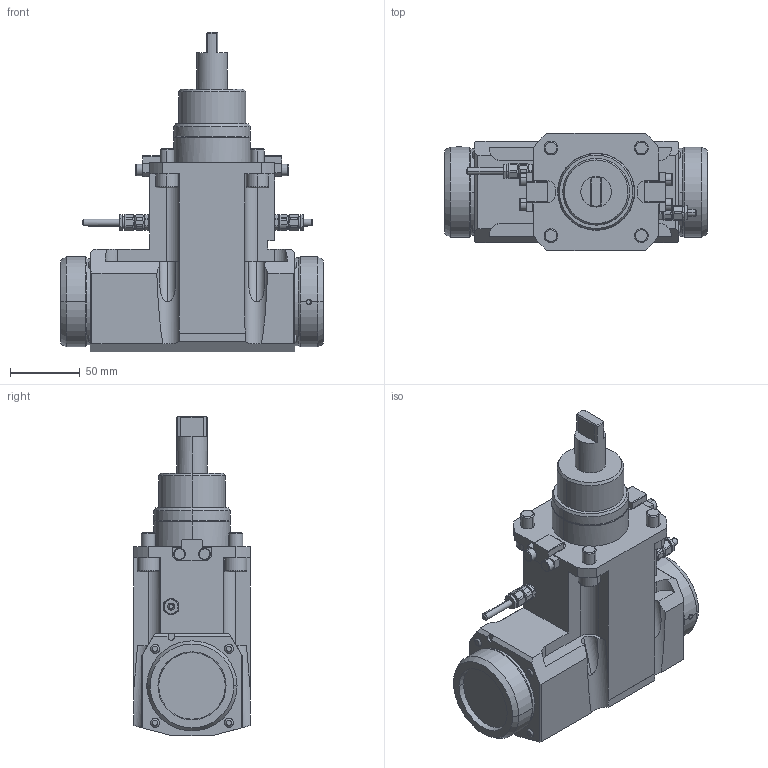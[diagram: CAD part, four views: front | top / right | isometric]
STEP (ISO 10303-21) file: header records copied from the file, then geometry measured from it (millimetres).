
FILE_DESCRIPTION(('HOOPS Exchange Step'),'2;1');
FILE_NAME('Modelcomposition.stp','2024-06-20T18:53:38+00:00',('toolarena-modelservice-ewspro'),('Unknown organisation'),'HOOPS Exchange 2021.2','HOOPS Exchange','Unknown authorisation');
FILE_SCHEMA( ('AP242_MANAGED_MODEL_BASED_3D_ENGINEERING_MIM_LF {1 0 10303 442 1 1 4 }') );
Length unit declared in the file: millimetre
Products named in the file (1): EWS_230736_DIN4003
Bounding box: 189 x 84 x 230 mm (x, y, z)
Volume: 1418611.8 mm3; surface area: 106622.7 mm2
Topology: 1 solids, 1 shells, 454 faces, 1140 edges, 735 vertices
Faces by surface type: plane 216, cylinder 132, cone 78, torus 20, bspline 8
Entity records: 14353 total; most frequent: CARTESIAN_POINT 3376, DIRECTION 2369, ORIENTED_EDGE 2280, EDGE_CURVE 1140, AXIS2_PLACEMENT_3D 900, VERTEX_POINT 735, VECTOR 569, LINE 569
